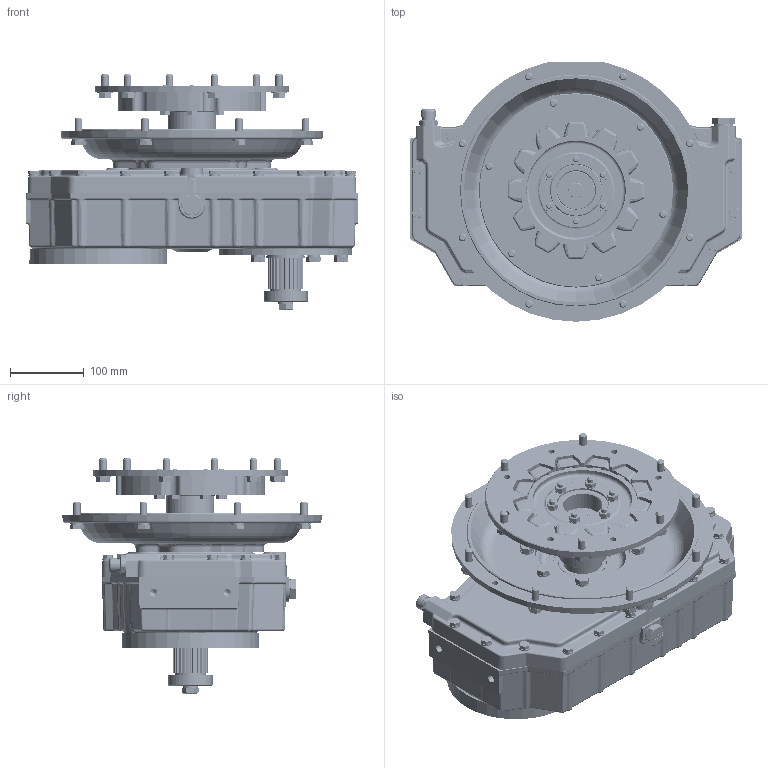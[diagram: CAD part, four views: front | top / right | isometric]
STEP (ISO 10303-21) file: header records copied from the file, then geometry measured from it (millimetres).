
FILE_DESCRIPTION (( 'STEP AP214' ), '1' );
FILE_NAME ('1029013E.STEP', '2015-12-22T12:20:08', ( '' ), ( '' ), 'SwSTEP 2.0', 'SolidWorks 2007', '' );
FILE_SCHEMA (( 'AUTOMOTIVE_DESIGN' ));
Length unit declared in the file: millimetre
Products named in the file (8): IT1071093_rev02-installation; ITam216-002_rev00-installation; IT1041071_rev00-installation; IT1041031_rev00-installation; IT2021180_rev06-installation; ITam216-001_rev01-installation; 1029013E; ITB00110000_rev01-installation
Assembly tree (7 placements, depth 2):
  1029013E
    ITam216-001_rev01-installation
    ITB00110000_rev01-installation
    IT1041031_rev00-installation
    IT1071093_rev02-installation
    ITam216-002_rev00-installation
    IT1041071_rev00-installation
    IT2021180_rev06-installation
Bounding box: 450 x 351.74 x 318.7 mm (x, y, z)
Volume: 4058223.7 mm3; surface area: 1797578 mm2
Topology: 55 solids, 139 shells, 6236 faces, 15354 edges, 9524 vertices
Faces by surface type: plane 2314, cylinder 2037, bspline 987, cone 464, torus 420, sphere 14
Entity records: 305805 total; most frequent: CARTESIAN_POINT 94336, ORIENTED_EDGE 30355, DIRECTION 28197, EDGE_CURVE 15184, AXIS2_PLACEMENT_3D 10569, VERTEX_POINT 9524, VECTOR 7059, LINE 7059
